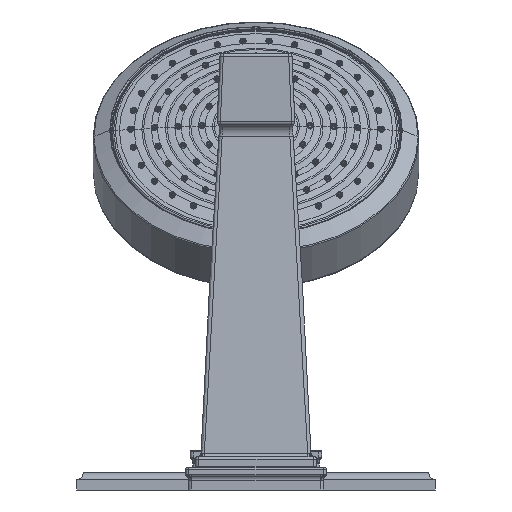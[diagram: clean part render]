
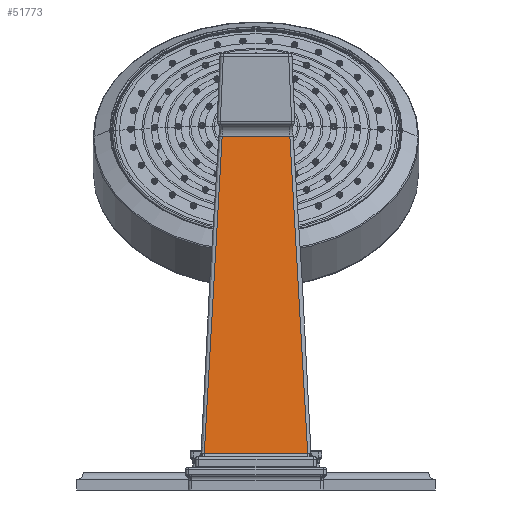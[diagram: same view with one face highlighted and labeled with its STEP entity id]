
A CAD part, front view. The second image highlights one B-rep face of the part: STEP entity #51773.
In plain terms, the highlighted planar face has unit normal (0, -0.996, 0.095).
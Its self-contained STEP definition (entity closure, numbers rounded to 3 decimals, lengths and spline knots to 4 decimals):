
#47824=DIRECTION('',(1.,0.,0.));
#47825=VECTOR('',#47824,1.8754);
#47826=CARTESIAN_POINT('',(-0.9377,-6.9949,
0.6609));
#47827=LINE('',#47826,#47825);
#47828=CARTESIAN_POINT('',(-0.6139,-6.4467,
6.4121));
#47829=CARTESIAN_POINT('',(-0.6544,-6.5013,
5.8397));
#47830=CARTESIAN_POINT('',(-0.7308,-6.6146,
4.6504));
#47831=CARTESIAN_POINT('',(-0.8371,-6.7973,
2.7336));
#47832=CARTESIAN_POINT('',(-0.9045,-6.9276,
1.3666));
#47833=CARTESIAN_POINT('',(-0.9377,-6.9949,
0.6609));
#47835=DIRECTION('',(1.,0.,0.));
#47836=VECTOR('',#47835,1.2278);
#47837=CARTESIAN_POINT('',(-0.6139,-6.4467,
6.4121));
#47838=LINE('',#47837,#47836);
#47839=CARTESIAN_POINT('',(0.9377,-6.9949,
0.6609));
#47840=CARTESIAN_POINT('',(0.9045,-6.9276,
1.367));
#47841=CARTESIAN_POINT('',(0.837,-6.7972,
2.7346));
#47842=CARTESIAN_POINT('',(0.7308,-6.6145,
4.6512));
#47843=CARTESIAN_POINT('',(0.6543,-6.5012,
5.84));
#47844=CARTESIAN_POINT('',(0.6139,-6.4467,
6.4121));
#47863=CARTESIAN_POINT('',(-0.9377,-6.9949,
0.6609));
#48085=CARTESIAN_POINT('',(0.6139,-6.4467,
6.4121));
#48109=CARTESIAN_POINT('',(-0.6139,-6.4467,
6.4121));
#48417=VERTEX_POINT('',#48085);
#48420=VERTEX_POINT('',#48109);
#48449=VERTEX_POINT('',#47863);
#48452=CARTESIAN_POINT('',(0.9377,-6.9949,
0.6609));
#48453=VERTEX_POINT('',#48452);
#51759=CARTESIAN_POINT('',(2.1565,-6.4218,6.6736));
#51760=DIRECTION('',(0.,-0.995,0.095));
#51761=DIRECTION('',(0.,-0.095,-0.995));
#51762=AXIS2_PLACEMENT_3D('',#51759,#51760,#51761);
#51763=PLANE('',#51762);
#51764=ORIENTED_EDGE('',*,*,#51753,.F.);
#51766=ORIENTED_EDGE('',*,*,#51765,.F.);
#51768=ORIENTED_EDGE('',*,*,#51767,.T.);
#51770=ORIENTED_EDGE('',*,*,#51769,.F.);
#51771=EDGE_LOOP('',(#51764,#51766,#51768,#51770));
#51772=FACE_OUTER_BOUND('',#51771,.F.);
#51773=ADVANCED_FACE('',(#51772),#51763,.T.);
#47834=B_SPLINE_CURVE_WITH_KNOTS('',3,(#47828,#47829,#47830,#47831,#47832,
#47833),.UNSPECIFIED.,.F.,.F.,(4,1,1,4),(0.,0.3333,
0.6667,1.),.UNSPECIFIED.);
#47845=B_SPLINE_CURVE_WITH_KNOTS('',3,(#47839,#47840,#47841,#47842,#47843,
#47844),.UNSPECIFIED.,.F.,.F.,(4,1,1,4),(0.,0.3333,
0.6667,1.),.UNSPECIFIED.);
#51753=EDGE_CURVE('',#48449,#48453,#47827,.T.);
#51765=EDGE_CURVE('',#48420,#48449,#47834,.T.);
#51767=EDGE_CURVE('',#48420,#48417,#47838,.T.);
#51769=EDGE_CURVE('',#48453,#48417,#47845,.T.);
